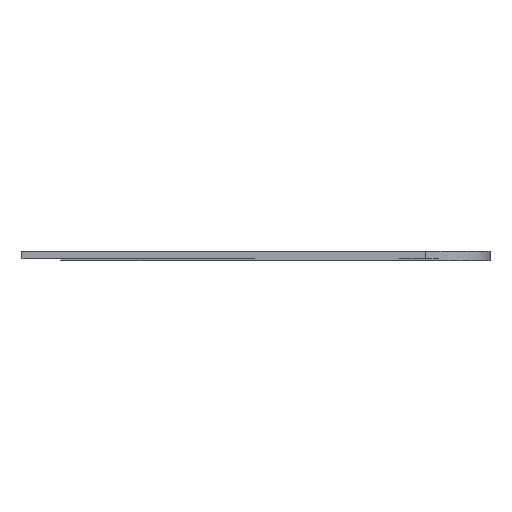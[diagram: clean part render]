
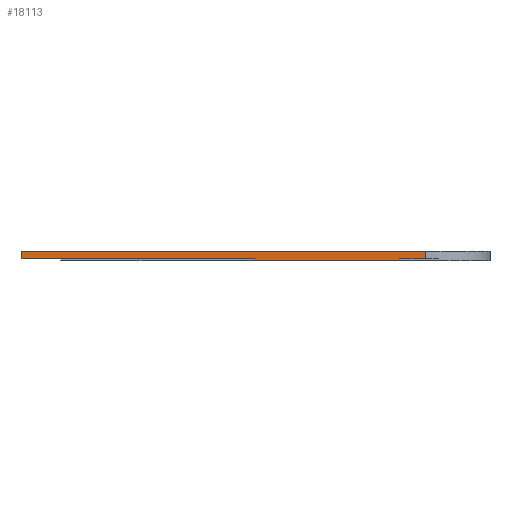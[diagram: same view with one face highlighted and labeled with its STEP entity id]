
A CAD part, front view. The second image highlights one B-rep face of the part: STEP entity #18113.
In plain terms, the highlighted planar face has unit normal (0, -1, 0).
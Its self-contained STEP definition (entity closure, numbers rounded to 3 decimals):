
#2709=FACE_OUTER_BOUND('',#3691,.T.);
#3691=EDGE_LOOP('',(#15750,#15751,#15752,#15753,#15754,#15755,#15756,#15757));
#3791=LINE('',#20966,#5356);
#3815=LINE('',#21015,#5380);
#3826=LINE('',#21037,#5391);
#5271=LINE('',#35784,#6836);
#5284=LINE('',#35811,#6849);
#5285=LINE('',#35813,#6850);
#5286=LINE('',#35814,#6851);
#5287=LINE('',#35815,#6852);
#5356=VECTOR('',#18587,10.);
#5380=VECTOR('',#18625,10.);
#5391=VECTOR('',#18638,10.);
#6836=VECTOR('',#20769,10.);
#6849=VECTOR('',#20794,10.);
#6850=VECTOR('',#20795,10.);
#6851=VECTOR('',#20796,10.);
#6852=VECTOR('',#20797,10.);
#6924=VERTEX_POINT('',#20962);
#6926=VERTEX_POINT('',#20965);
#6943=VERTEX_POINT('',#21012);
#6944=VERTEX_POINT('',#21014);
#6954=VERTEX_POINT('',#21036);
#8673=VERTEX_POINT('',#35782);
#8681=VERTEX_POINT('',#35810);
#8682=VERTEX_POINT('',#35812);
#8719=EDGE_CURVE('',#6926,#6924,#3791,.T.);
#8743=EDGE_CURVE('',#6944,#6943,#3815,.T.);
#8754=EDGE_CURVE('',#6954,#6944,#3826,.T.);
#11325=EDGE_CURVE('',#8673,#6924,#5271,.T.);
#11338=EDGE_CURVE('',#8681,#6926,#5284,.T.);
#11339=EDGE_CURVE('',#8682,#8673,#5285,.T.);
#11340=EDGE_CURVE('',#6954,#8682,#5286,.T.);
#11341=EDGE_CURVE('',#8681,#6943,#5287,.T.);
#15750=ORIENTED_EDGE('',*,*,#11338,.T.);
#15751=ORIENTED_EDGE('',*,*,#8719,.T.);
#15752=ORIENTED_EDGE('',*,*,#11325,.F.);
#15753=ORIENTED_EDGE('',*,*,#11339,.F.);
#15754=ORIENTED_EDGE('',*,*,#11340,.F.);
#15755=ORIENTED_EDGE('',*,*,#8754,.T.);
#15756=ORIENTED_EDGE('',*,*,#8743,.T.);
#15757=ORIENTED_EDGE('',*,*,#11341,.F.);
#17148=PLANE('',#18533);
#18113=ADVANCED_FACE('',(#2709),#17148,.T.);
#18533=AXIS2_PLACEMENT_3D('',#35809,#20792,#20793);
#18587=DIRECTION('',(1.,0.,0.));
#18625=DIRECTION('',(0.,0.,-1.));
#18638=DIRECTION('',(1.,0.,0.));
#20769=DIRECTION('',(0.,0.,-1.));
#20792=DIRECTION('center_axis',(0.,-1.,0.));
#20793=DIRECTION('ref_axis',(1.,0.,0.));
#20794=DIRECTION('',(0.,0.,1.));
#20795=DIRECTION('',(1.,0.,0.));
#20796=DIRECTION('',(0.,0.,1.));
#20797=DIRECTION('',(-1.,0.,0.));
#20962=CARTESIAN_POINT('',(6.25,0.,0.03));
#20965=CARTESIAN_POINT('',(5.85,0.,0.03));
#20966=CARTESIAN_POINT('',(3.075,0.,0.03));
#21012=CARTESIAN_POINT('',(3.6,0.,0.));
#21014=CARTESIAN_POINT('',(3.6,0.,0.03));
#21015=CARTESIAN_POINT('',(3.6,0.,0.));
#21036=CARTESIAN_POINT('',(0.,0.,0.03));
#21037=CARTESIAN_POINT('',(0.9,0.,0.03));
#35782=CARTESIAN_POINT('',(6.25,0.,0.15));
#35784=CARTESIAN_POINT('',(6.25,0.,0.));
#35809=CARTESIAN_POINT('Origin',(0.,0.,0.));
#35810=CARTESIAN_POINT('',(5.85,0.,0.));
#35811=CARTESIAN_POINT('',(5.85,0.,0.));
#35812=CARTESIAN_POINT('',(0.,0.,0.15));
#35813=CARTESIAN_POINT('',(7.25,0.,0.15));
#35814=CARTESIAN_POINT('',(0.,0.,0.));
#35815=CARTESIAN_POINT('',(7.25,0.,0.));
